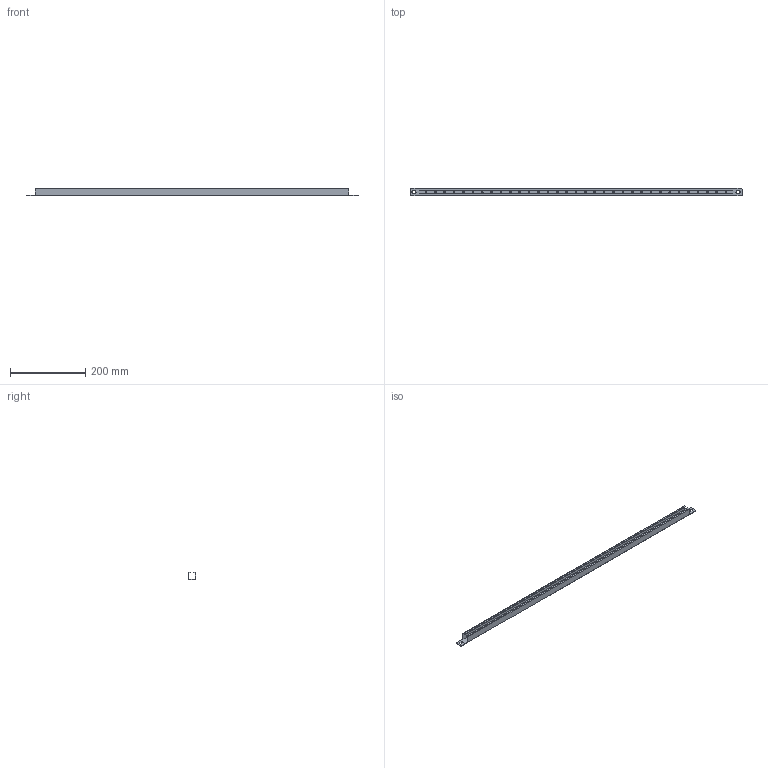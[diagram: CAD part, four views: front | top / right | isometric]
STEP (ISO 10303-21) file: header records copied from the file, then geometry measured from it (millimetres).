
FILE_DESCRIPTION (( 'STEP AP203' ), '1' );
FILE_NAME ('AC00C259.step', '2011-01-20T13:16:34', ( 'User' ), ( 'DKC' ), 'SwSTEP 2.0', 'SolidWorks 2010', '' );
FILE_SCHEMA (( 'CONFIG_CONTROL_DESIGN' ));
Length unit declared in the file: millimetre
Products named in the file (1): AC00C259
Bounding box: 885 x 20 x 20 mm (x, y, z)
Volume: 80387.6 mm3; surface area: 110772.2 mm2
Topology: 1 solids, 1 shells, 126 faces, 340 edges, 216 vertices
Faces by surface type: cylinder 80, plane 46
Entity records: 4209 total; most frequent: DIRECTION 758, CARTESIAN_POINT 683, ORIENTED_EDGE 680, EDGE_CURVE 340, AXIS2_PLACEMENT_3D 291, VERTEX_POINT 216, EDGE_LOOP 196, LINE 176
